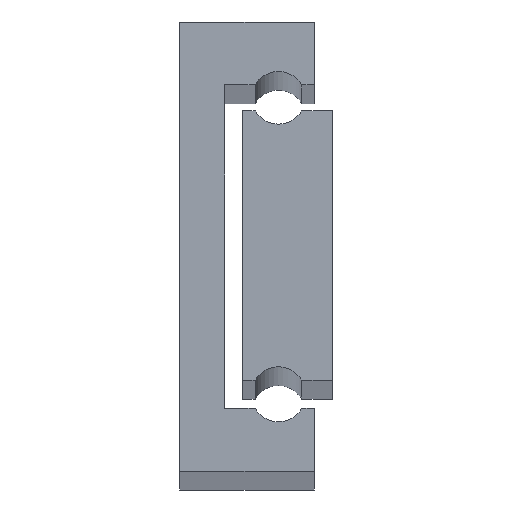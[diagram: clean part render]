
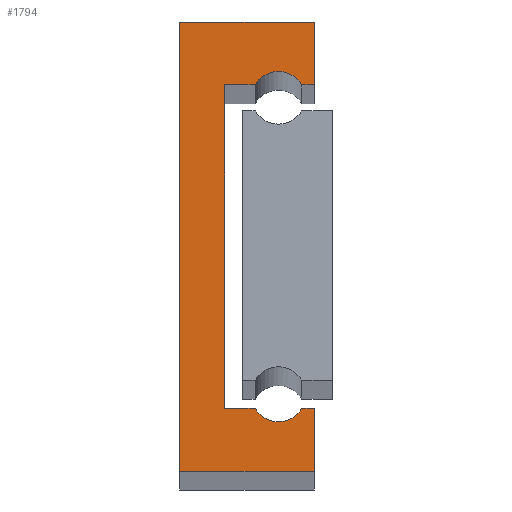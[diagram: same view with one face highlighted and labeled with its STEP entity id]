
A CAD part, top view. The second image highlights one B-rep face of the part: STEP entity #1794.
In plain terms, the highlighted planar face has unit normal (0, 0, 1).
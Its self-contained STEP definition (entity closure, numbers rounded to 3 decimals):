
#10 = ORIENTED_EDGE ( 'NONE', *, *, #1654, .T. ) ;
#32 = PLANE ( 'NONE',  #88 ) ;
#50 = VECTOR ( 'NONE', #900, 1000. ) ;
#74 = CARTESIAN_POINT ( 'NONE',  ( 8.402, 7., 600. ) ) ;
#88 = AXIS2_PLACEMENT_3D ( 'NONE', #303, #1371, #609 ) ;
#101 = CARTESIAN_POINT ( 'NONE',  ( 8.402, 7., 600. ) ) ;
#121 = EDGE_CURVE ( 'NONE', #782, #1075, #1269, .T. ) ;
#125 = LINE ( 'NONE', #724, #50 ) ;
#126 = ORIENTED_EDGE ( 'NONE', *, *, #996, .T. ) ;
#189 = VERTEX_POINT ( 'NONE', #1965 ) ;
#213 = DIRECTION ( 'NONE',  ( -1., 0., 0. ) ) ;
#250 = LINE ( 'NONE', #852, #810 ) ;
#251 = LINE ( 'NONE', #101, #1445 ) ;
#263 = LINE ( 'NONE', #1656, #1257 ) ;
#270 = EDGE_CURVE ( 'NONE', #857, #671, #1295, .T. ) ;
#282 = VECTOR ( 'NONE', #990, 1000. ) ;
#293 = DIRECTION ( 'NONE',  ( 0., 1., 0. ) ) ;
#301 = CARTESIAN_POINT ( 'NONE',  ( 15., 50., 600. ) ) ;
#303 = CARTESIAN_POINT ( 'NONE',  ( 11., 41.5, 600. ) ) ;
#321 = VERTEX_POINT ( 'NONE', #1444 ) ;
#324 = CARTESIAN_POINT ( 'NONE',  ( 0., 0., 600. ) ) ;
#327 = EDGE_CURVE ( 'NONE', #189, #1029, #250, .T. ) ;
#343 = LINE ( 'NONE', #1668, #751 ) ;
#374 = CARTESIAN_POINT ( 'NONE',  ( 0., 0., 600. ) ) ;
#411 = ORIENTED_EDGE ( 'NONE', *, *, #1145, .T. ) ;
#427 = VERTEX_POINT ( 'NONE', #74 ) ;
#449 = VERTEX_POINT ( 'NONE', #1924 ) ;
#475 = EDGE_CURVE ( 'NONE', #712, #189, #1814, .T. ) ;
#479 = VERTEX_POINT ( 'NONE', #301 ) ;
#496 = CARTESIAN_POINT ( 'NONE',  ( 15., 43., 600. ) ) ;
#540 = DIRECTION ( 'NONE',  ( 0., 0., -1. ) ) ;
#561 = ORIENTED_EDGE ( 'NONE', *, *, #121, .T. ) ;
#568 = ORIENTED_EDGE ( 'NONE', *, *, #1198, .T. ) ;
#573 = CARTESIAN_POINT ( 'NONE',  ( 11., 8.5, 600. ) ) ;
#591 = DIRECTION ( 'NONE',  ( 0., 1., 0. ) ) ;
#599 = LINE ( 'NONE', #324, #1045 ) ;
#609 = DIRECTION ( 'NONE',  ( -1., 0., 0. ) ) ;
#622 = DIRECTION ( 'NONE',  ( 1., 0., 0. ) ) ;
#629 = CARTESIAN_POINT ( 'NONE',  ( 13.598, 43., 600. ) ) ;
#671 = VERTEX_POINT ( 'NONE', #999 ) ;
#703 = DIRECTION ( 'NONE',  ( -1., 0., 0. ) ) ;
#712 = VERTEX_POINT ( 'NONE', #1658 ) ;
#723 = DIRECTION ( 'NONE',  ( 0., 0., -1. ) ) ;
#724 = CARTESIAN_POINT ( 'NONE',  ( 15., 7., 600. ) ) ;
#751 = VECTOR ( 'NONE', #1369, 1000. ) ;
#759 = EDGE_CURVE ( 'NONE', #1075, #449, #125, .T. ) ;
#776 = AXIS2_PLACEMENT_3D ( 'NONE', #964, #540, #213 ) ;
#782 = VERTEX_POINT ( 'NONE', #1629 ) ;
#789 = DIRECTION ( 'NONE',  ( 0., 1., 0. ) ) ;
#810 = VECTOR ( 'NONE', #1458, 1000. ) ;
#812 = CIRCLE ( 'NONE', #1747, 3. ) ;
#830 = CARTESIAN_POINT ( 'NONE',  ( 15., 0., 600. ) ) ;
#852 = CARTESIAN_POINT ( 'NONE',  ( 8.402, 43., 600. ) ) ;
#857 = VERTEX_POINT ( 'NONE', #1481 ) ;
#868 = VECTOR ( 'NONE', #789, 1000. ) ;
#894 = CARTESIAN_POINT ( 'NONE',  ( 5., 7., 600. ) ) ;
#900 = DIRECTION ( 'NONE',  ( -1., 0., 0. ) ) ;
#921 = ORIENTED_EDGE ( 'NONE', *, *, #759, .T. ) ;
#956 = ORIENTED_EDGE ( 'NONE', *, *, #1853, .T. ) ;
#964 = CARTESIAN_POINT ( 'NONE',  ( 11., 41.5, 600. ) ) ;
#990 = DIRECTION ( 'NONE',  ( 1., 0., 0. ) ) ;
#996 = EDGE_CURVE ( 'NONE', #479, #857, #343, .T. ) ;
#999 = CARTESIAN_POINT ( 'NONE',  ( 0., 0., 600. ) ) ;
#1029 = VERTEX_POINT ( 'NONE', #1760 ) ;
#1045 = VECTOR ( 'NONE', #622, 1000. ) ;
#1075 = VERTEX_POINT ( 'NONE', #1757 ) ;
#1098 = VECTOR ( 'NONE', #1281, 1000. ) ;
#1145 = EDGE_CURVE ( 'NONE', #321, #479, #263, .T. ) ;
#1190 = VERTEX_POINT ( 'NONE', #629 ) ;
#1198 = EDGE_CURVE ( 'NONE', #1029, #1190, #1872, .T. ) ;
#1223 = EDGE_LOOP ( 'NONE', ( #1894, #956, #561, #921, #10, #1811, #1376, #1360, #568, #1533, #411, #126 ) ) ;
#1257 = VECTOR ( 'NONE', #293, 1000. ) ;
#1262 = EDGE_CURVE ( 'NONE', #427, #712, #251, .T. ) ;
#1264 = LINE ( 'NONE', #496, #282 ) ;
#1269 = LINE ( 'NONE', #830, #868 ) ;
#1281 = DIRECTION ( 'NONE',  ( 0., -1., 0. ) ) ;
#1295 = LINE ( 'NONE', #374, #1098 ) ;
#1360 = ORIENTED_EDGE ( 'NONE', *, *, #327, .T. ) ;
#1369 = DIRECTION ( 'NONE',  ( -1., 0., 0. ) ) ;
#1371 = DIRECTION ( 'NONE',  ( 0., 0., -1. ) ) ;
#1376 = ORIENTED_EDGE ( 'NONE', *, *, #475, .T. ) ;
#1444 = CARTESIAN_POINT ( 'NONE',  ( 15., 43., 600. ) ) ;
#1445 = VECTOR ( 'NONE', #703, 1000. ) ;
#1458 = DIRECTION ( 'NONE',  ( 1., 0., 0. ) ) ;
#1469 = DIRECTION ( 'NONE',  ( 1., 0., 0. ) ) ;
#1481 = CARTESIAN_POINT ( 'NONE',  ( 0., 50., 600. ) ) ;
#1513 = EDGE_CURVE ( 'NONE', #1190, #321, #1264, .T. ) ;
#1533 = ORIENTED_EDGE ( 'NONE', *, *, #1513, .T. ) ;
#1629 = CARTESIAN_POINT ( 'NONE',  ( 15., 0., 600. ) ) ;
#1654 = EDGE_CURVE ( 'NONE', #449, #427, #812, .T. ) ;
#1656 = CARTESIAN_POINT ( 'NONE',  ( 15., 50., 600. ) ) ;
#1658 = CARTESIAN_POINT ( 'NONE',  ( 5., 7., 600. ) ) ;
#1668 = CARTESIAN_POINT ( 'NONE',  ( 0., 50., 600. ) ) ;
#1678 = VECTOR ( 'NONE', #591, 1000. ) ;
#1747 = AXIS2_PLACEMENT_3D ( 'NONE', #573, #723, #1469 ) ;
#1757 = CARTESIAN_POINT ( 'NONE',  ( 15., 7., 600. ) ) ;
#1760 = CARTESIAN_POINT ( 'NONE',  ( 8.402, 43., 600. ) ) ;
#1794 = ADVANCED_FACE ( 'NONE', ( #1833 ), #32, .F. ) ;
#1811 = ORIENTED_EDGE ( 'NONE', *, *, #1262, .T. ) ;
#1814 = LINE ( 'NONE', #894, #1678 ) ;
#1833 = FACE_OUTER_BOUND ( 'NONE', #1223, .T. ) ;
#1853 = EDGE_CURVE ( 'NONE', #671, #782, #599, .T. ) ;
#1872 = CIRCLE ( 'NONE', #776, 3. ) ;
#1894 = ORIENTED_EDGE ( 'NONE', *, *, #270, .T. ) ;
#1924 = CARTESIAN_POINT ( 'NONE',  ( 13.598, 7., 600. ) ) ;
#1965 = CARTESIAN_POINT ( 'NONE',  ( 5., 43., 600. ) ) ;
